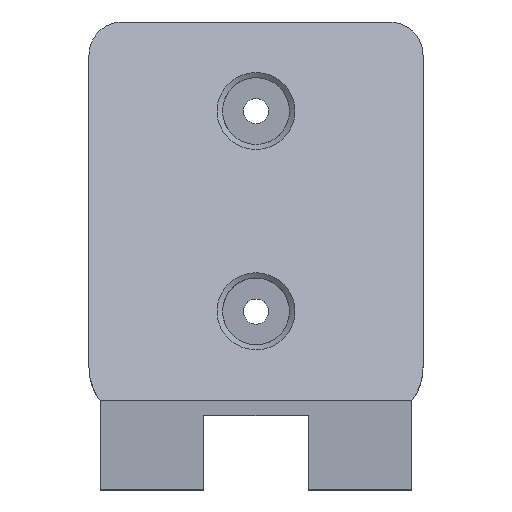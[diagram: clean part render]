
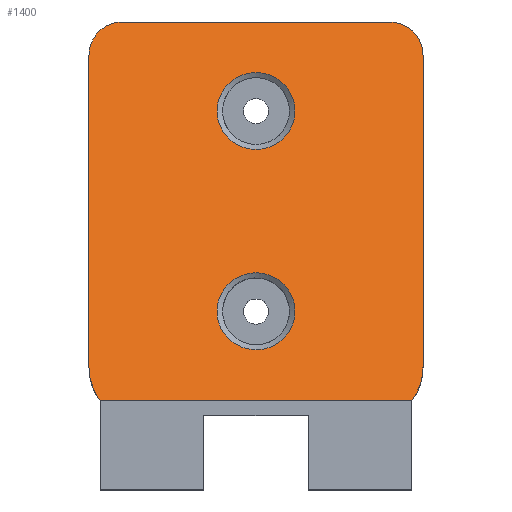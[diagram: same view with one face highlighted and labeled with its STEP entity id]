
A CAD part, top view. The second image highlights one B-rep face of the part: STEP entity #1400.
In plain terms, the highlighted planar face has unit normal (0, 0.426, 0.905).
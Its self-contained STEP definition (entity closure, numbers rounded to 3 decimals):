
#35=ELLIPSE('',#1499,3.316,3.);
#36=ELLIPSE('',#1500,3.316,3.);
#37=ELLIPSE('',#1501,5.526,5.);
#38=ELLIPSE('',#1502,5.526,5.);
#41=B_SPLINE_CURVE_WITH_KNOTS('',3,(#2095,#2096,#2097,#2098,#2099,#2100,
#2101,#2102,#2103,#2104,#2105,#2106),.UNSPECIFIED.,.T.,.F.,(4,1,1,1,1,1,
1,1,1,4),(-3.142,-2.917,-2.244,-1.346,
-0.449,0.,0.449,1.346,
2.244,3.142),.UNSPECIFIED.);
#42=B_SPLINE_CURVE_WITH_KNOTS('',3,(#2125,#2126,#2127,#2128,#2129,#2130,
#2131,#2132,#2133,#2134,#2135,#2136),.UNSPECIFIED.,.T.,.F.,(4,1,1,1,1,1,
1,1,1,4),(-3.142,-2.917,-2.244,-1.346,
-0.449,0.,0.449,1.346,
2.244,3.142),.UNSPECIFIED.);
#51=FACE_BOUND('',#186,.T.);
#52=FACE_BOUND('',#187,.T.);
#100=FACE_OUTER_BOUND('',#185,.T.);
#185=EDGE_LOOP('',(#949,#950,#951,#952,#953,#954,#955,#956));
#186=EDGE_LOOP('',(#957));
#187=EDGE_LOOP('',(#958));
#286=LINE('',#2112,#447);
#287=LINE('',#2116,#448);
#288=LINE('',#2120,#449);
#289=LINE('',#2123,#450);
#447=VECTOR('',#1634,10.);
#448=VECTOR('',#1637,10.);
#449=VECTOR('',#1640,10.);
#450=VECTOR('',#1643,10.);
#611=VERTEX_POINT('',#2075);
#614=VERTEX_POINT('',#2108);
#615=VERTEX_POINT('',#2109);
#616=VERTEX_POINT('',#2111);
#617=VERTEX_POINT('',#2113);
#618=VERTEX_POINT('',#2115);
#619=VERTEX_POINT('',#2117);
#620=VERTEX_POINT('',#2119);
#621=VERTEX_POINT('',#2121);
#622=VERTEX_POINT('',#2124);
#744=EDGE_CURVE('',#611,#611,#41,.T.);
#745=EDGE_CURVE('',#614,#615,#35,.T.);
#746=EDGE_CURVE('',#616,#615,#286,.T.);
#747=EDGE_CURVE('',#616,#617,#36,.T.);
#748=EDGE_CURVE('',#617,#618,#287,.T.);
#749=EDGE_CURVE('',#618,#619,#37,.T.);
#750=EDGE_CURVE('',#620,#619,#288,.T.);
#751=EDGE_CURVE('',#620,#621,#38,.T.);
#752=EDGE_CURVE('',#621,#614,#289,.T.);
#753=EDGE_CURVE('',#622,#622,#42,.T.);
#949=ORIENTED_EDGE('',*,*,#745,.T.);
#950=ORIENTED_EDGE('',*,*,#746,.F.);
#951=ORIENTED_EDGE('',*,*,#747,.T.);
#952=ORIENTED_EDGE('',*,*,#748,.T.);
#953=ORIENTED_EDGE('',*,*,#749,.T.);
#954=ORIENTED_EDGE('',*,*,#750,.F.);
#955=ORIENTED_EDGE('',*,*,#751,.T.);
#956=ORIENTED_EDGE('',*,*,#752,.T.);
#957=ORIENTED_EDGE('',*,*,#753,.F.);
#958=ORIENTED_EDGE('',*,*,#744,.F.);
#1340=PLANE('',#1498);
#1400=ADVANCED_FACE('',(#100,#51,#52),#1340,.T.);
#1498=AXIS2_PLACEMENT_3D('',#2107,#1630,#1631);
#1499=AXIS2_PLACEMENT_3D('',#2110,#1632,#1633);
#1500=AXIS2_PLACEMENT_3D('',#2114,#1635,#1636);
#1501=AXIS2_PLACEMENT_3D('',#2118,#1638,#1639);
#1502=AXIS2_PLACEMENT_3D('',#2122,#1641,#1642);
#1630=DIRECTION('center_axis',(0.,0.426,0.905));
#1631=DIRECTION('ref_axis',(1.,0.,0.));
#1632=DIRECTION('center_axis',(0.,0.426,0.905));
#1633=DIRECTION('ref_axis',(0.,0.905,-0.426));
#1634=DIRECTION('',(1.,0.,0.));
#1635=DIRECTION('center_axis',(0.,0.426,0.905));
#1636=DIRECTION('ref_axis',(0.,0.905,-0.426));
#1637=DIRECTION('',(0.,-0.905,0.426));
#1638=DIRECTION('center_axis',(0.,0.426,0.905));
#1639=DIRECTION('ref_axis',(0.,-0.905,0.426));
#1640=DIRECTION('',(-1.,0.,0.));
#1641=DIRECTION('center_axis',(0.,0.426,0.905));
#1642=DIRECTION('ref_axis',(0.,-0.905,0.426));
#1643=DIRECTION('',(0.,0.905,-0.426));
#2075=CARTESIAN_POINT('',(15.,4.548,25.86));
#2095=CARTESIAN_POINT('Ctrl Pts',(15.,4.548,25.86));
#2096=CARTESIAN_POINT('Ctrl Pts',(15.266,4.548,25.86));
#2097=CARTESIAN_POINT('Ctrl Pts',(16.331,4.665,25.805));
#2098=CARTESIAN_POINT('Ctrl Pts',(18.208,5.849,25.247));
#2099=CARTESIAN_POINT('Ctrl Pts',(18.898,8.862,23.83));
#2100=CARTESIAN_POINT('Ctrl Pts',(17.13,11.092,22.78));
#2101=CARTESIAN_POINT('Ctrl Pts',(15.,11.572,22.554));
#2102=CARTESIAN_POINT('Ctrl Pts',(12.866,11.093,22.78));
#2103=CARTESIAN_POINT('Ctrl Pts',(11.109,8.863,23.829));
#2104=CARTESIAN_POINT('Ctrl Pts',(11.848,5.57,25.379));
#2105=CARTESIAN_POINT('Ctrl Pts',(13.937,4.548,25.86));
#2106=CARTESIAN_POINT('Ctrl Pts',(15.,4.548,25.86));
#2107=CARTESIAN_POINT('Origin',(21.,17.,20.));
#2108=CARTESIAN_POINT('',(30.,31.,13.412));
#2109=CARTESIAN_POINT('',(27.,34.,12.));
#2110=CARTESIAN_POINT('Origin',(27.,31.,13.412));
#2111=CARTESIAN_POINT('',(3.,34.,12.));
#2112=CARTESIAN_POINT('',(9.75,34.,12.));
#2113=CARTESIAN_POINT('',(0.,31.,13.412));
#2114=CARTESIAN_POINT('Origin',(3.,31.,13.412));
#2115=CARTESIAN_POINT('',(0.,3.,26.588));
#2116=CARTESIAN_POINT('',(0.,24.272,16.578));
#2117=CARTESIAN_POINT('',(1.,0.,28.));
#2118=CARTESIAN_POINT('Origin',(5.,3.,26.588));
#2119=CARTESIAN_POINT('',(29.,0.,28.));
#2120=CARTESIAN_POINT('',(27.,0.,28.));
#2121=CARTESIAN_POINT('',(30.,3.,26.588));
#2122=CARTESIAN_POINT('Origin',(25.,3.,26.588));
#2123=CARTESIAN_POINT('',(30.,12.81,21.972));
#2124=CARTESIAN_POINT('',(15.,22.548,17.389));
#2125=CARTESIAN_POINT('Ctrl Pts',(15.,22.548,17.389));
#2126=CARTESIAN_POINT('Ctrl Pts',(15.266,22.548,17.389));
#2127=CARTESIAN_POINT('Ctrl Pts',(16.331,22.665,17.334));
#2128=CARTESIAN_POINT('Ctrl Pts',(18.208,23.849,16.777));
#2129=CARTESIAN_POINT('Ctrl Pts',(18.898,26.862,15.359));
#2130=CARTESIAN_POINT('Ctrl Pts',(17.129,29.092,14.31));
#2131=CARTESIAN_POINT('Ctrl Pts',(15.,29.572,14.084));
#2132=CARTESIAN_POINT('Ctrl Pts',(12.866,29.093,14.309));
#2133=CARTESIAN_POINT('Ctrl Pts',(11.109,26.863,15.359));
#2134=CARTESIAN_POINT('Ctrl Pts',(11.848,23.57,16.908));
#2135=CARTESIAN_POINT('Ctrl Pts',(13.937,22.548,17.389));
#2136=CARTESIAN_POINT('Ctrl Pts',(15.,22.548,17.389));
